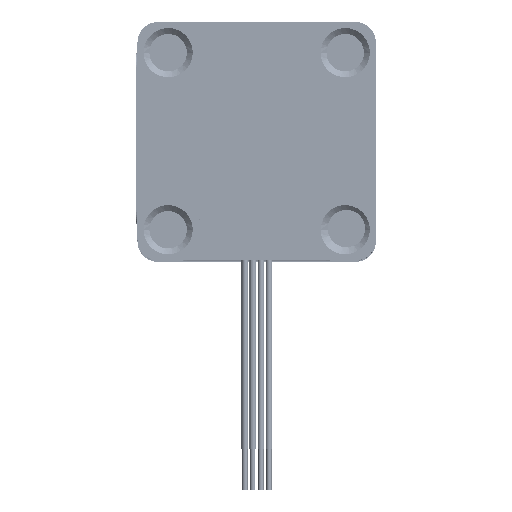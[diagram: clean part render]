
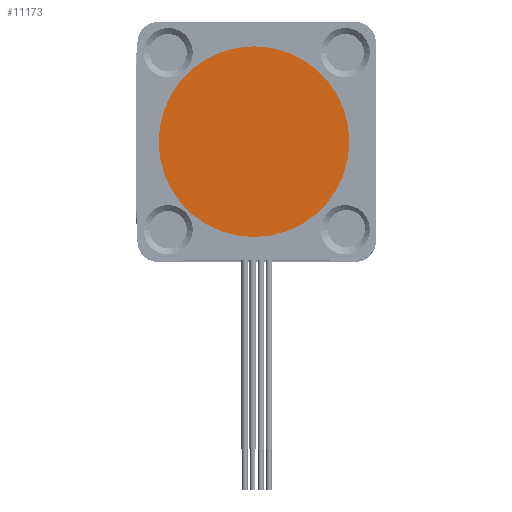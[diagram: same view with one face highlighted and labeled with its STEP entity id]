
A CAD part, top view. The second image highlights one B-rep face of the part: STEP entity #11173.
In plain terms, the highlighted planar face has unit normal (0, 0, 1).
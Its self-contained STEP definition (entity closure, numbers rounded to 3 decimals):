
#772 = CARTESIAN_POINT ( 'NONE',  ( -14., 0., 0.05 ) ) ;
#2704 = DIRECTION ( 'NONE',  ( 0., 0., 1. ) ) ;
#9258 = EDGE_CURVE ( 'NONE', #19577, #23593, #63434, .T. ) ;
#11173 = ADVANCED_FACE ( 'NONE', ( #81697 ), #37219, .T. ) ;
#13864 = CARTESIAN_POINT ( 'NONE',  ( 0., 0., 0.05 ) ) ;
#19397 = ORIENTED_EDGE ( 'NONE', *, *, #9258, .T. ) ;
#19577 = VERTEX_POINT ( 'NONE', #772 ) ;
#21399 = CARTESIAN_POINT ( 'NONE',  ( 0., 0., 0.05 ) ) ;
#23593 = VERTEX_POINT ( 'NONE', #74457 ) ;
#24120 = EDGE_CURVE ( 'NONE', #23593, #19577, #95735, .T. ) ;
#30147 = DIRECTION ( 'NONE',  ( -1., 0., 0. ) ) ;
#30823 = DIRECTION ( 'NONE',  ( -1., 0., 0. ) ) ;
#31705 = EDGE_LOOP ( 'NONE', ( #19397, #105668 ) ) ;
#37219 = PLANE ( 'NONE',  #67450 ) ;
#38423 = DIRECTION ( 'NONE',  ( 0., 0., 1. ) ) ;
#39481 = CARTESIAN_POINT ( 'NONE',  ( 0., 0., 0.05 ) ) ;
#47731 = DIRECTION ( 'NONE',  ( 1., 0., 0. ) ) ;
#55917 = AXIS2_PLACEMENT_3D ( 'NONE', #13864, #38423, #30823 ) ;
#63434 = CIRCLE ( 'NONE', #55917, 14. ) ;
#67450 = AXIS2_PLACEMENT_3D ( 'NONE', #21399, #2704, #47731 ) ;
#73465 = DIRECTION ( 'NONE',  ( 0., 0., 1. ) ) ;
#74457 = CARTESIAN_POINT ( 'NONE',  ( 14., 0., 0.05 ) ) ;
#81697 = FACE_OUTER_BOUND ( 'NONE', #31705, .T. ) ;
#95735 = CIRCLE ( 'NONE', #103155, 14. ) ;
#103155 = AXIS2_PLACEMENT_3D ( 'NONE', #39481, #73465, #30147 ) ;
#105668 = ORIENTED_EDGE ( 'NONE', *, *, #24120, .T. ) ;
